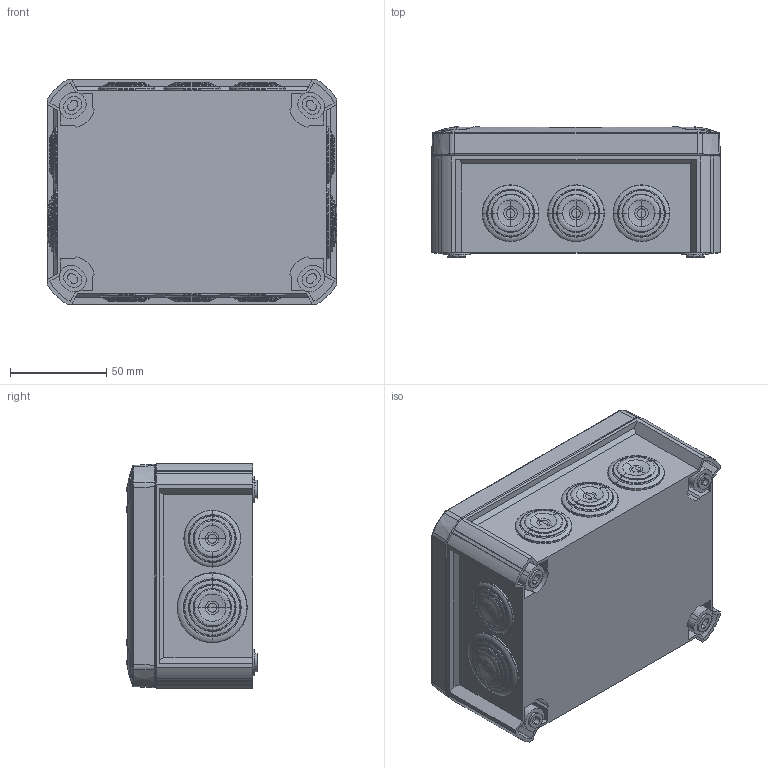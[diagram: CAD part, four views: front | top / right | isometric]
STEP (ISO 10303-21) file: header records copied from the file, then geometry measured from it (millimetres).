
FILE_DESCRIPTION (( 'STEP AP214' ), '1' );
FILE_NAME ('7205740_KSTP1.STEP', '2024-11-21T15:23:25', ( '' ), ( '' ), 'SwSTEP 2.0', 'SolidWorks 2022', '' );
FILE_SCHEMA (( 'AUTOMOTIVE_DESIGN' ));
Length unit declared in the file: millimetre
Products named in the file (18): 7205740_KSTP1; 0068977_LGR; ED950_WKZ-Injection mold 6236; 0069005_Standard; 117658_03.1 große Einführungen WKZ2829; 059203_Standard; 160872_T100; 158111; 35011908_Standard; 096203_Standard; 158112_36551230T1 ohne IP; 190633_Standard; 160754_Standard; 157771_02T100-ohne-VDE; 160679_T100; 35019562_Standard; 192771_36551230 ohne IP; P_0000005961_1_Standard
Assembly tree (20 placements, depth 4):
  7205740_KSTP1
    117658_03.1 große Einführungen WKZ2829
    192771_36551230 ohne IP
      158112_36551230T1 ohne IP
        157771_02T100-ohne-VDE
        158111
      ED950_WKZ-Injection mold 6236  x4
    160679_T100
    0068977_LGR  x8
    0069005_Standard  x2
  059203_Standard
  160872_T100
  35011908_Standard
  096203_Standard
Bounding box: 150.6 x 67.65 x 116.6 mm (x, y, z)
Volume: 187101.1 mm3; surface area: 233640.9 mm2
Topology: 27 solids, 27 shells, 3808 faces, 9121 edges, 5403 vertices
Faces by surface type: plane 872, bspline 852, cylinder 804, cone 622, torus 520, sphere 138
Entity records: 101990 total; most frequent: CARTESIAN_POINT 41943, ORIENTED_EDGE 13958, DIRECTION 10669, EDGE_CURVE 6979, VERTEX_POINT 4237, AXIS2_PLACEMENT_3D 4107, EDGE_LOOP 2862, FACE_OUTER_BOUND 2806
